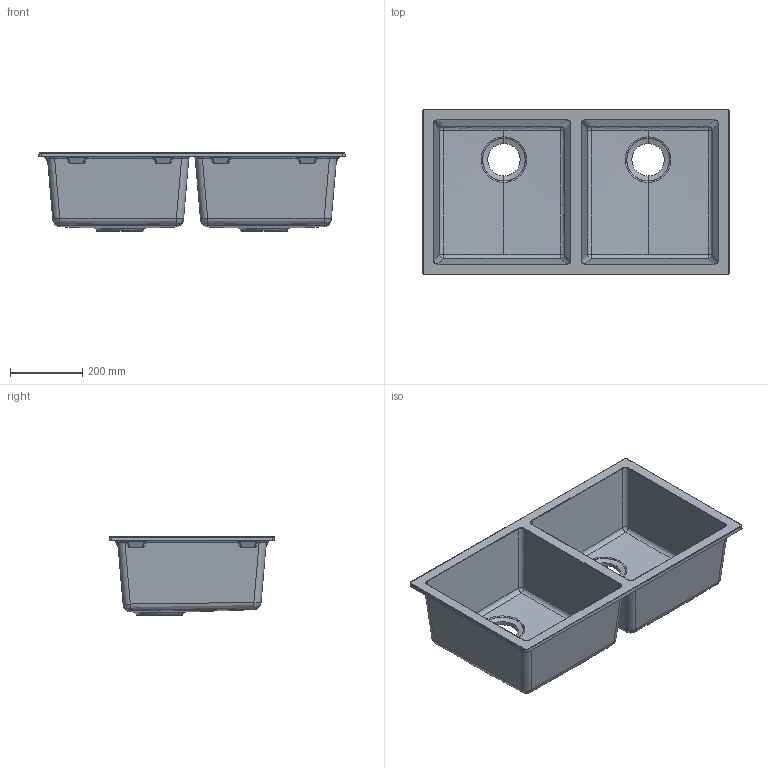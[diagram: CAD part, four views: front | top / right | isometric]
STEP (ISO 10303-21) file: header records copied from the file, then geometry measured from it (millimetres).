
FILE_DESCRIPTION(/* description */ (''),/* implementation_level */ '2;1');
FILE_NAME(/* name */ 'STEP - RAE N200S_2411007',/* time_stamp */ '2023-11-28T16:57:08+11:00',/* author */ (''),/* organization */ (''),/* preprocessor_version */ 'ST-DEVELOPER v16.5',/* originating_system */ 'Rhino 7.23',/* authorisation */ '');
FILE_SCHEMA (('AUTOMOTIVE_DESIGN'));
Length unit declared in the file: millimetre
Products named in the file (1): Document
Bounding box: 850 x 460 x 217.54 mm (x, y, z)
Volume: 7431367.2 mm3; surface area: 1810929.3 mm2
Topology: 1 solids, 1 shells, 312 faces, 708 edges, 400 vertices
Faces by surface type: bspline 172, cylinder 104, plane 36
Entity records: 15472 total; most frequent: CARTESIAN_POINT 11258, ORIENTED_EDGE 1416, EDGE_CURVE 708, VERTEX_POINT 400, EDGE_LOOP 318, ADVANCED_FACE 312, FACE_OUTER_BOUND 312, B_SPLINE_CURVE_WITH_KNOTS 288
